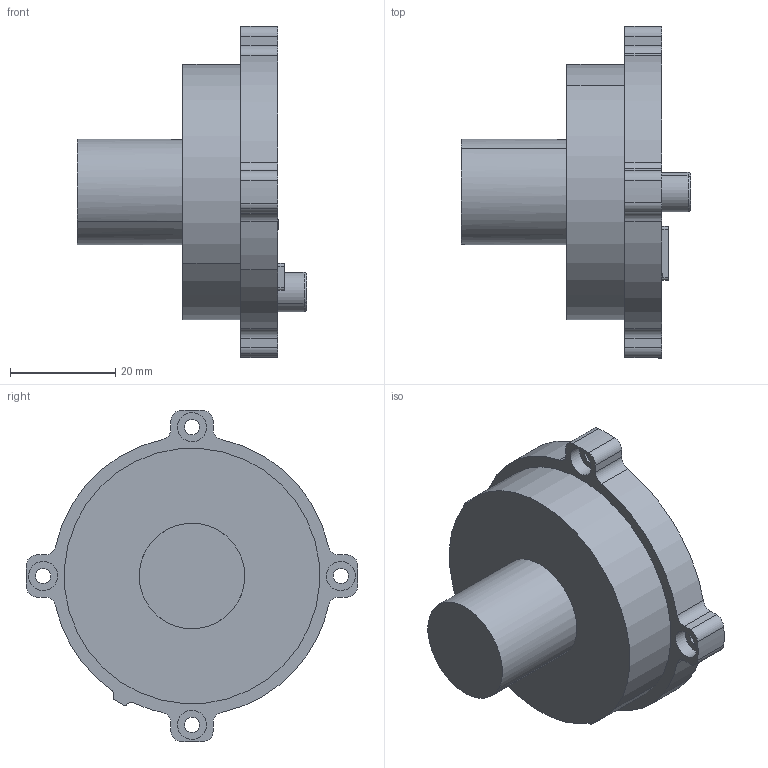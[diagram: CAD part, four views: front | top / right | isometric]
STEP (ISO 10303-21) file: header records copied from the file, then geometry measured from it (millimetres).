
FILE_DESCRIPTION (( 'STEP AP214' ), '1' );
FILE_NAME ('Link7.STEP', '2019-10-24T07:27:22', ( 'ABB' ), ( 'ABB' ), 'SwSTEP 2.0', 'SolidWorks 2018', '' );
FILE_SCHEMA (( 'AUTOMOTIVE_DESIGN' ));
Length unit declared in the file: millimetre
Products named in the file (1): Link7
Bounding box: 43.5 x 62.98 x 62.98 mm (x, y, z)
Volume: 41675.2 mm3; surface area: 10556.2 mm2
Topology: 1 solids, 1 shells, 329 faces, 880 edges, 568 vertices
Faces by surface type: cylinder 209, plane 91, bspline 14, cone 11, sphere 4
Entity records: 15083 total; most frequent: CARTESIAN_POINT 3653, ORIENTED_EDGE 1754, DIRECTION 1481, EDGE_CURVE 877, AXIS2_PLACEMENT_3D 576, VERTEX_POINT 568, EDGE_LOOP 361, UNCERTAINTY_MEASURE_WITH_UNIT 332
